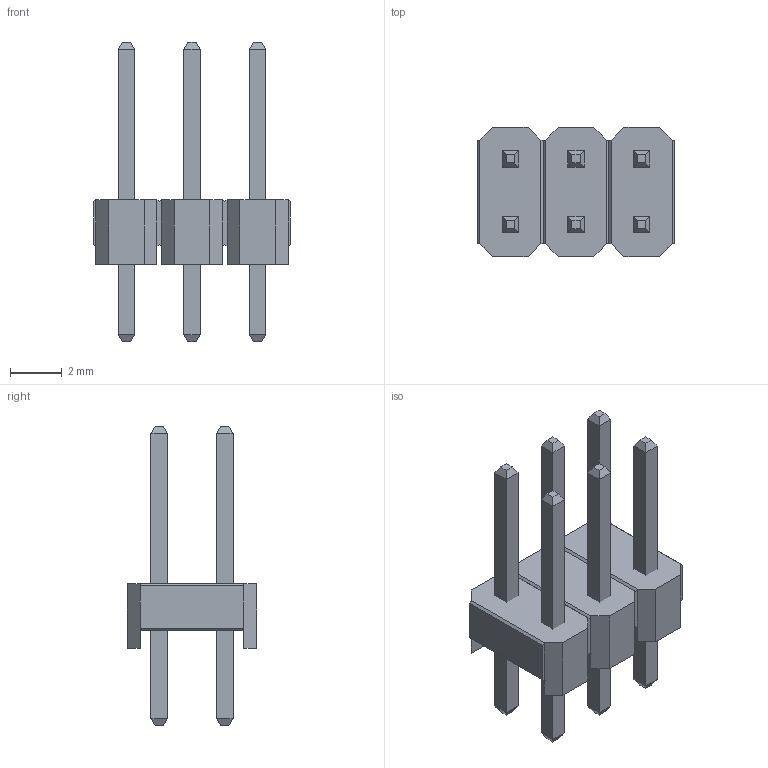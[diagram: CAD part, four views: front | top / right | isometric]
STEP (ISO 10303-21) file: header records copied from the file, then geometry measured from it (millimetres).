
FILE_DESCRIPTION(('STEP AP214'), '1');
FILE_NAME('DS1021-1x5SF11', '2017-07-09T05:27:18', ('Nobody'), (''), 'ASCON STEP Converter 1.3', 'ASCON Math Kernel', '');
FILE_SCHEMA(('AUTOMOTIVE_DESIGN { 1 0 10303 214 3 1 1}'));
Length unit declared in the file: millimetre
Assembly tree (7 placements, depth 2):
  (unnamed)
    (unnamed)
    (unnamed)  x6
Bounding box: 7.62 x 5 x 11.6 mm (x, y, z)
Volume: 96.7 mm3; surface area: 318.6 mm2
Topology: 7 solids, 7 shells, 142 faces, 300 edges, 172 vertices
Faces by surface type: plane 142
Entity records: 2745 total; most frequent: CARTESIAN_POINT 332, DIRECTION 320, ORIENTED_EDGE 320, EDGE_CURVE 160, LINE 160, VECTOR 160, VERTEX_POINT 92, AXIS2_PLACEMENT_3D 80
